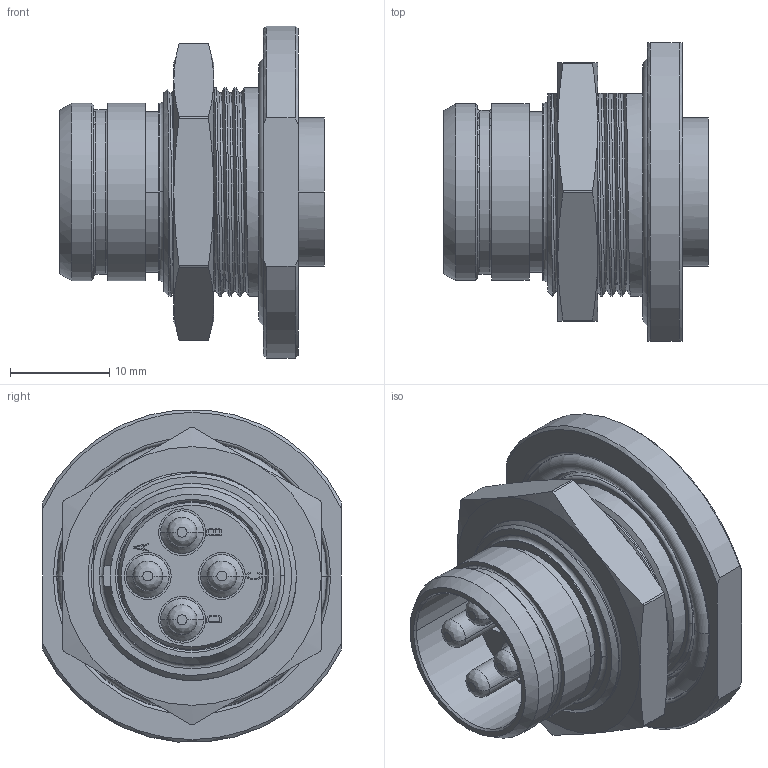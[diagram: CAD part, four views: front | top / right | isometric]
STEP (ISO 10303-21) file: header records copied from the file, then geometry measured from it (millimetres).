
FILE_DESCRIPTION((''),'2;1');
FILE_NAME('1332EV204MS','2024-07-26T07:53:55',('paultorloting'),('NET AG system integration'),'CREO PARAMETRIC BY PTC INC, 2021404','CREO PARAMETRIC BY PTC INC, 2021404','');
FILE_SCHEMA(('AUTOMOTIVE_DESIGN { 1 0 10303 214 1 1 1 1 }'));
Length unit declared in the file: millimetre
Products named in the file (1): 1332EV204MS
Bounding box: 26.64 x 30 x 33.38 mm (x, y, z)
Volume: 7632.8 mm3; surface area: 7861.5 mm2
Topology: 1 solids, 1 shells, 547 faces, 1418 edges, 914 vertices
Faces by surface type: plane 319, cylinder 114, cone 56, bspline 35, torus 23
Entity records: 25149 total; most frequent: CARTESIAN_POINT 8650, ORIENTED_EDGE 2820, DIRECTION 2577, EDGE_CURVE 1410, VECTOR 918, LINE 918, VERTEX_POINT 914, AXIS2_PLACEMENT_3D 828
